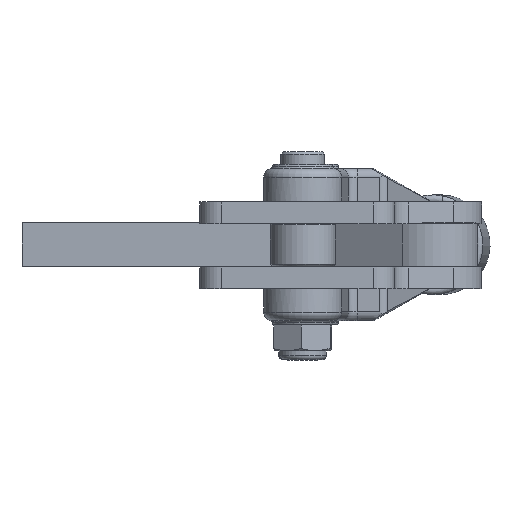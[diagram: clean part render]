
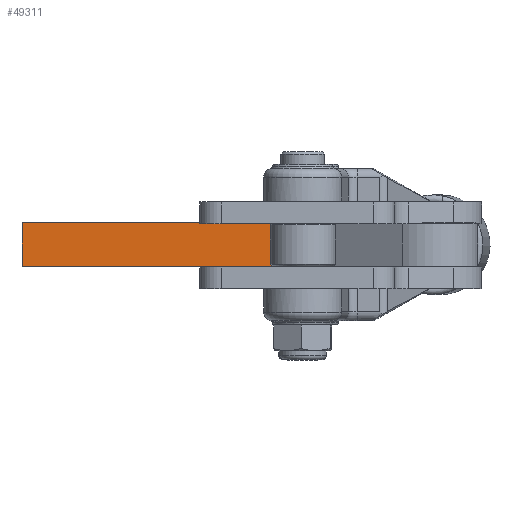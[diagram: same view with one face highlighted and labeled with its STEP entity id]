
A CAD part, front view. The second image highlights one B-rep face of the part: STEP entity #49311.
In plain terms, the highlighted planar face has unit normal (0.001, -1, 0).
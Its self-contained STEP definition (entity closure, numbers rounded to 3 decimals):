
#2633 = CARTESIAN_POINT ( 'NONE',  ( 1.85, -19.7, 10. ) ) ;
#6681 = ORIENTED_EDGE ( 'NONE', *, *, #24378, .F. ) ;
#13353 = VERTEX_POINT ( 'NONE', #15572 ) ;
#14931 = VERTEX_POINT ( 'NONE', #2633 ) ;
#15572 = CARTESIAN_POINT ( 'NONE',  ( -65.45, -19.7, 10. ) ) ;
#16092 = DIRECTION ( 'NONE',  ( 0., 0., 1. ) ) ;
#17090 = DIRECTION ( 'NONE',  ( 0., 0., 1. ) ) ;
#18376 = ORIENTED_EDGE ( 'NONE', *, *, #38542, .T. ) ;
#19960 = VECTOR ( 'NONE', #38863, 1000. ) ;
#21653 = DIRECTION ( 'NONE',  ( -1., 0., 0. ) ) ;
#24378 = EDGE_CURVE ( 'NONE', #52236, #48941, #25248, .T. ) ;
#24872 = ORIENTED_EDGE ( 'NONE', *, *, #31791, .F. ) ;
#25248 = LINE ( 'NONE', #73583, #69661 ) ;
#29249 = LINE ( 'NONE', #33066, #73612 ) ;
#29430 = VECTOR ( 'NONE', #17090, 1000. ) ;
#30359 = EDGE_CURVE ( 'NONE', #48941, #13353, #29249, .T. ) ;
#31791 = EDGE_CURVE ( 'NONE', #13353, #14931, #50700, .T. ) ;
#33066 = CARTESIAN_POINT ( 'NONE',  ( -65.45, -19.7, 10. ) ) ;
#34300 = CARTESIAN_POINT ( 'NONE',  ( 1.85, -19.7, 10. ) ) ;
#38542 = EDGE_CURVE ( 'NONE', #52236, #14931, #44757, .T. ) ;
#38863 = DIRECTION ( 'NONE',  ( 1., 0., 0. ) ) ;
#39101 = AXIS2_PLACEMENT_3D ( 'NONE', #73527, #50631, #16092 ) ;
#44390 = EDGE_LOOP ( 'NONE', ( #24872, #68221, #6681, #18376 ) ) ;
#44757 = LINE ( 'NONE', #34300, #29430 ) ;
#48941 = VERTEX_POINT ( 'NONE', #64443 ) ;
#49209 = CARTESIAN_POINT ( 'NONE',  ( 1.85, -19.7, 0. ) ) ;
#49311 = ADVANCED_FACE ( 'NONE', ( #56209 ), #73787, .F. ) ;
#50631 = DIRECTION ( 'NONE',  ( 0., 1., 0. ) ) ;
#50700 = LINE ( 'NONE', #61865, #19960 ) ;
#52236 = VERTEX_POINT ( 'NONE', #49209 ) ;
#56209 = FACE_OUTER_BOUND ( 'NONE', #44390, .T. ) ;
#61865 = CARTESIAN_POINT ( 'NONE',  ( 0., -19.7, 10. ) ) ;
#64443 = CARTESIAN_POINT ( 'NONE',  ( -65.45, -19.7, 0. ) ) ;
#68221 = ORIENTED_EDGE ( 'NONE', *, *, #30359, .F. ) ;
#68728 = DIRECTION ( 'NONE',  ( 0., 0., 1. ) ) ;
#69661 = VECTOR ( 'NONE', #21653, 1000. ) ;
#73527 = CARTESIAN_POINT ( 'NONE',  ( -65.45, -19.7, 10. ) ) ;
#73583 = CARTESIAN_POINT ( 'NONE',  ( -65.45, -19.7, 0. ) ) ;
#73612 = VECTOR ( 'NONE', #68728, 1000. ) ;
#73787 = PLANE ( 'NONE',  #39101 ) ;
